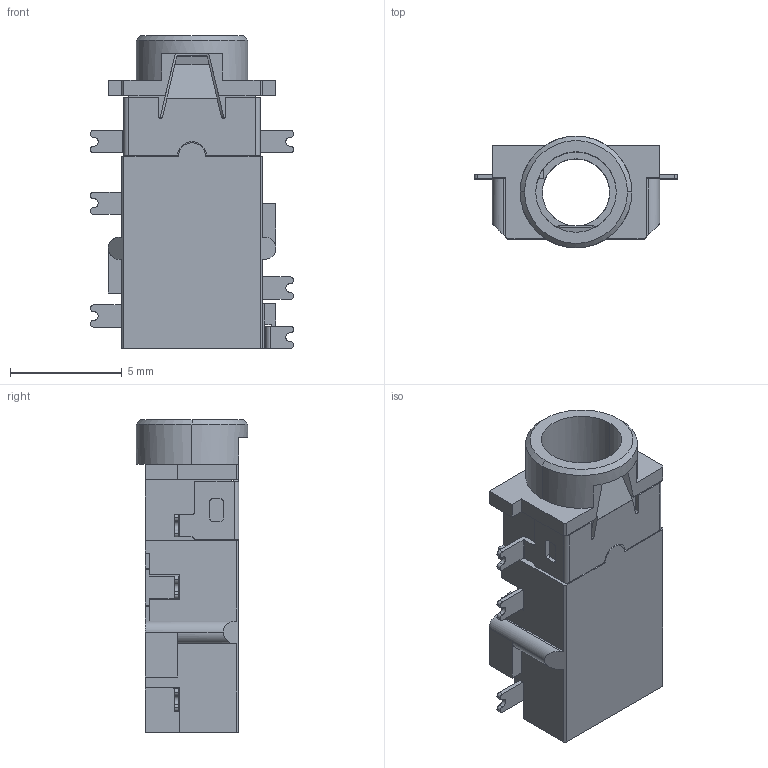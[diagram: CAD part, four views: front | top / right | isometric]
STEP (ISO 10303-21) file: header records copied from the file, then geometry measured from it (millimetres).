
FILE_DESCRIPTION((''),'2;1');
FILE_NAME('SJ-43504-SMT','2015-04-02T',('carefree'),(''),'PRO/ENGINEER BY PARAMETRIC TECHNOLOGY CORPORATION, 2010020','PRO/ENGINEER BY PARAMETRIC TECHNOLOGY CORPORATION, 2010020','');
FILE_SCHEMA(('AUTOMOTIVE_DESIGN { 1 0 10303 214 1 1 1 1 }'));
Length unit declared in the file: millimetre
Products named in the file (1): SJ-43504-SMT
Bounding box: 9.1 x 5 x 14 mm (x, y, z)
Volume: 213.8 mm3; surface area: 674.7 mm2
Topology: 9 solids, 9 shells, 295 faces, 840 edges, 560 vertices
Faces by surface type: plane 217, cylinder 76, cone 2
Entity records: 11749 total; most frequent: CARTESIAN_POINT 1770, ORIENTED_EDGE 1680, DIRECTION 1593, EDGE_CURVE 840, VECTOR 649, LINE 649, VERTEX_POINT 560, AXIS2_PLACEMENT_3D 472
